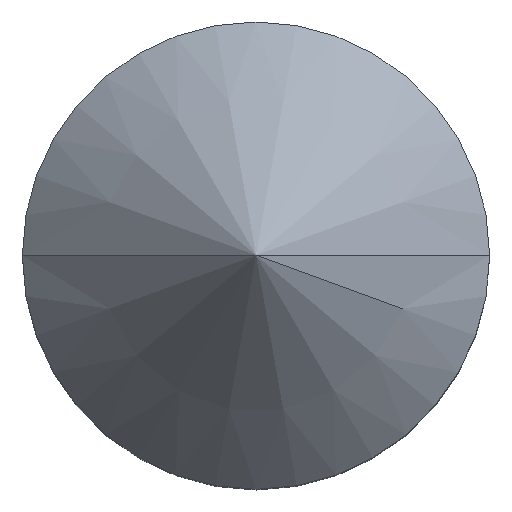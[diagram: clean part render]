
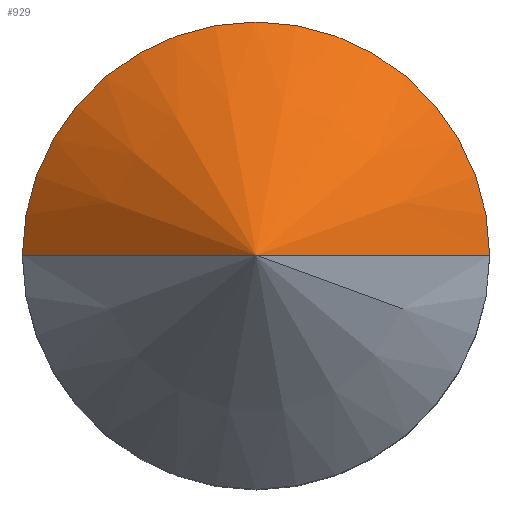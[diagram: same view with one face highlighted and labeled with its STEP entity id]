
A CAD part, top view. The second image highlights one B-rep face of the part: STEP entity #929.
In plain terms, the highlighted conical face has half-angle 45 degrees and reference radius 0.75 mm.
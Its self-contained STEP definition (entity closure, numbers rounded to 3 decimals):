
#59 = FACE_OUTER_BOUND ( 'NONE', #1057, .T. ) ;
#162 = AXIS2_PLACEMENT_3D ( 'NONE', #802, #1760, #700 ) ;
#215 = EDGE_CURVE ( 'NONE', #740, #1278, #469, .T. ) ;
#399 = CARTESIAN_POINT ( 'NONE',  ( 0., 0., 2. ) ) ;
#414 = VECTOR ( 'NONE', #633, 1000. ) ;
#418 = EDGE_CURVE ( 'NONE', #1278, #792, #1722, .T. ) ;
#433 = CONICAL_SURFACE ( 'NONE', #162, 0.75, 0.785 ) ;
#437 = ORIENTED_EDGE ( 'NONE', *, *, #418, .F. ) ;
#469 = LINE ( 'NONE', #1690, #414 ) ;
#471 = AXIS2_PLACEMENT_3D ( 'NONE', #1527, #1350, #1536 ) ;
#633 = DIRECTION ( 'NONE',  ( -0.707, 0., -0.707 ) ) ;
#678 = DIRECTION ( 'NONE',  ( 0.707, 0., -0.707 ) ) ;
#700 = DIRECTION ( 'NONE',  ( -1., 0., 0. ) ) ;
#727 = ORIENTED_EDGE ( 'NONE', *, *, #1342, .T. ) ;
#740 = VERTEX_POINT ( 'NONE', #399 ) ;
#792 = VERTEX_POINT ( 'NONE', #1858 ) ;
#802 = CARTESIAN_POINT ( 'NONE',  ( 0., 0., 1.25 ) ) ;
#929 = ADVANCED_FACE ( 'NONE', ( #59 ), #433, .T. ) ;
#1057 = EDGE_LOOP ( 'NONE', ( #1096, #727, #437 ) ) ;
#1096 = ORIENTED_EDGE ( 'NONE', *, *, #215, .F. ) ;
#1232 = VECTOR ( 'NONE', #678, 1000. ) ;
#1278 = VERTEX_POINT ( 'NONE', #1426 ) ;
#1302 = CARTESIAN_POINT ( 'NONE',  ( 0.75, 0., 1.25 ) ) ;
#1342 = EDGE_CURVE ( 'NONE', #740, #792, #1600, .T. ) ;
#1350 = DIRECTION ( 'NONE',  ( 0., 0., -1. ) ) ;
#1426 = CARTESIAN_POINT ( 'NONE',  ( -0.75, 0., 1.25 ) ) ;
#1527 = CARTESIAN_POINT ( 'NONE',  ( 0., 0., 1.25 ) ) ;
#1536 = DIRECTION ( 'NONE',  ( -1., 0., 0. ) ) ;
#1600 = LINE ( 'NONE', #1302, #1232 ) ;
#1690 = CARTESIAN_POINT ( 'NONE',  ( -0.75, 0., 1.25 ) ) ;
#1722 = CIRCLE ( 'NONE', #471, 0.75 ) ;
#1760 = DIRECTION ( 'NONE',  ( 0., 0., -1. ) ) ;
#1858 = CARTESIAN_POINT ( 'NONE',  ( 0.75, 0., 1.25 ) ) ;
